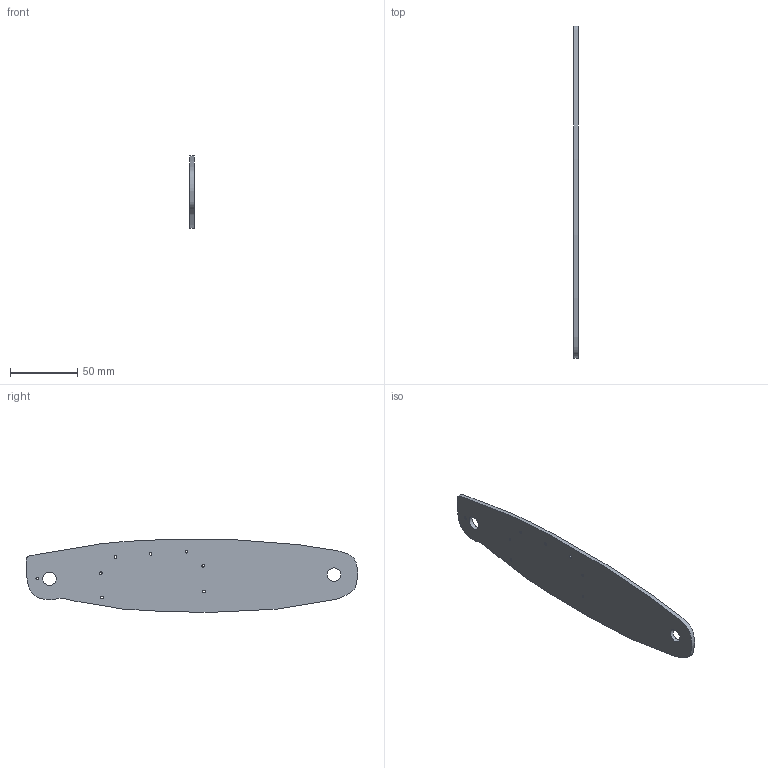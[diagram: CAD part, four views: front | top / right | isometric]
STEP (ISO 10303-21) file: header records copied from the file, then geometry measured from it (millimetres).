
FILE_DESCRIPTION(/* description */ (''),/* implementation_level */ '2;1');
FILE_NAME(/* name */ 'link52.stp',/* time_stamp */ '2019-12-11T18:08:43+00:00',/* author */ (''),/* organization */ (''),/* preprocessor_version */ 'ST-DEVELOPER v18',/* originating_system */ 'Autodesk Translation Framework v8.9.1.1155',/* authorisation */ '');
FILE_SCHEMA (('AUTOMOTIVE_DESIGN { 1 0 10303 214 3 1 1 }'));
Length unit declared in the file: centimetre
Products named in the file (1): tibia1(Mirror)
Bounding box: 3 x 246.12 x 53.72 mm (x, y, z)
Volume: 33622.9 mm3; surface area: 24030.4 mm2
Topology: 1 solids, 1 shells, 13 faces, 33 edges, 22 vertices
Faces by surface type: cylinder 10, plane 2, bspline 1
Full cylindrical faces by diameter (mm): 2 x8, 10 x2
Entity records: 1127 total; most frequent: CARTESIAN_POINT 726, DIRECTION 77, ORIENTED_EDGE 66, EDGE_LOOP 33, EDGE_CURVE 33, AXIS2_PLACEMENT_3D 33, VERTEX_POINT 22, FACE_BOUND 20
